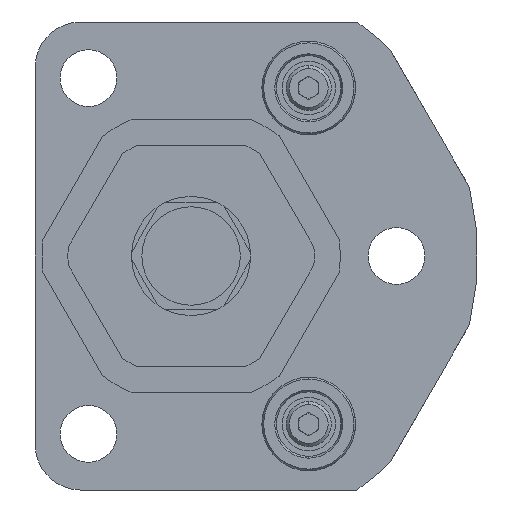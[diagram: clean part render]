
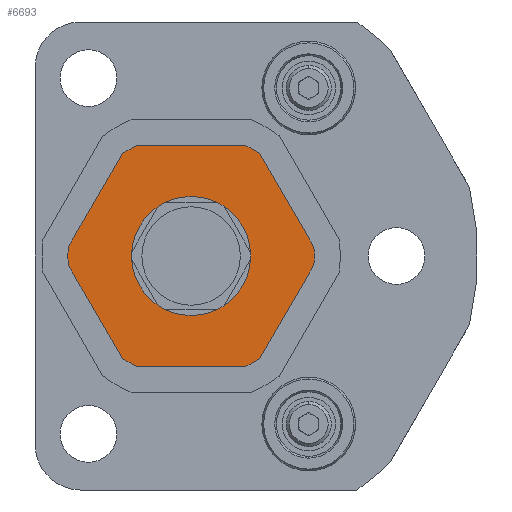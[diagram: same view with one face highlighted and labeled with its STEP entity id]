
A CAD part, left-side view. The second image highlights one B-rep face of the part: STEP entity #6693.
In plain terms, the highlighted planar face has unit normal (-1, 0, 0).
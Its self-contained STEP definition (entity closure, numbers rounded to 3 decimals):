
#2896=CARTESIAN_POINT('',(-43.206,0.,0.));
#2897=DIRECTION('',(-1.,0.,0.));
#2898=DIRECTION('',(0.,-0.997,-0.073));
#2899=AXIS2_PLACEMENT_3D('',#2896,#2897,#2898);
#2911=CARTESIAN_POINT('',(-43.206,0.,0.));
#2912=DIRECTION('',(-1.,0.,0.));
#2913=DIRECTION('',(0.,0.997,0.073));
#2914=AXIS2_PLACEMENT_3D('',#2911,#2912,#2913);
#2963=DIRECTION('',(0.,-0.5,-0.866));
#2964=VECTOR('',#2963,13.077);
#2965=CARTESIAN_POINT('',(-43.206,-8.422,12.412));
#2966=LINE('',#2965,#2964);
#2970=DIRECTION('',(0.,0.5,-0.866));
#2971=VECTOR('',#2970,13.077);
#2972=CARTESIAN_POINT('',(-43.206,-14.961,-1.088));
#2973=LINE('',#2972,#2971);
#2977=CARTESIAN_POINT('',(-43.206,0.,0.));
#2978=DIRECTION('',(-1.,0.,0.));
#2979=DIRECTION('',(0.,-0.436,-0.9));
#2980=AXIS2_PLACEMENT_3D('',#2977,#2978,#2979);
#2985=DIRECTION('',(0.,1.,0.));
#2986=VECTOR('',#2985,13.077);
#2987=CARTESIAN_POINT('',(-43.206,-6.538,-13.5));
#2988=LINE('',#2987,#2986);
#2992=CARTESIAN_POINT('',(-43.206,0.,0.));
#2993=DIRECTION('',(-1.,0.,0.));
#2994=DIRECTION('',(0.,0.561,-0.827));
#2995=AXIS2_PLACEMENT_3D('',#2992,#2993,#2994);
#3000=DIRECTION('',(0.,0.5,0.866));
#3001=VECTOR('',#3000,13.077);
#3002=CARTESIAN_POINT('',(-43.206,8.422,-12.412));
#3003=LINE('',#3002,#3001);
#3007=DIRECTION('',(0.,-0.5,0.866));
#3008=VECTOR('',#3007,13.077);
#3009=CARTESIAN_POINT('',(-43.206,14.961,1.088));
#3010=LINE('',#3009,#3008);
#3014=CARTESIAN_POINT('',(-43.206,0.,0.));
#3015=DIRECTION('',(1.,0.,0.));
#3016=DIRECTION('',(0.,0.561,0.827));
#3017=AXIS2_PLACEMENT_3D('',#3014,#3015,#3016);
#3022=DIRECTION('',(0.,-1.,0.));
#3023=VECTOR('',#3022,13.077);
#3024=CARTESIAN_POINT('',(-43.206,6.538,13.5));
#3025=LINE('',#3024,#3023);
#3029=CARTESIAN_POINT('',(-43.206,0.,0.));
#3030=DIRECTION('',(1.,0.,0.));
#3031=DIRECTION('',(0.,-0.436,0.9));
#3032=AXIS2_PLACEMENT_3D('',#3029,#3030,#3031);
#3037=CARTESIAN_POINT('',(-43.206,0.,0.));
#3038=DIRECTION('',(1.,0.,0.));
#3039=DIRECTION('',(0.,1.,0.));
#3040=AXIS2_PLACEMENT_3D('',#3037,#3038,#3039);
#3059=CARTESIAN_POINT('',(-43.206,0.,0.));
#3060=DIRECTION('',(-1.,0.,0.));
#3061=DIRECTION('',(0.,1.,0.));
#3062=AXIS2_PLACEMENT_3D('',#3059,#3060,#3061);
#3980=CARTESIAN_POINT('',(-43.206,1.7,0.));
#3982=VERTEX_POINT('',#3980);
#3984=CARTESIAN_POINT('',(-43.206,-1.7,0.));
#3986=VERTEX_POINT('',#3984);
#4076=CARTESIAN_POINT('',(-43.206,-8.422,12.412));
#4078=VERTEX_POINT('',#4076);
#4080=CARTESIAN_POINT('',(-43.206,-14.961,1.088));
#4082=VERTEX_POINT('',#4080);
#4084=CARTESIAN_POINT('',(-43.206,14.961,1.088));
#4086=VERTEX_POINT('',#4084);
#4088=CARTESIAN_POINT('',(-43.206,8.422,12.412));
#4090=VERTEX_POINT('',#4088);
#4092=CARTESIAN_POINT('',(-43.206,6.538,13.5));
#4094=VERTEX_POINT('',#4092);
#4096=CARTESIAN_POINT('',(-43.206,-6.538,13.5));
#4098=VERTEX_POINT('',#4096);
#4100=CARTESIAN_POINT('',(-43.206,-14.961,-1.088));
#4101=CARTESIAN_POINT('',(-43.206,-8.422,-12.412));
#4102=VERTEX_POINT('',#4100);
#4103=VERTEX_POINT('',#4101);
#4104=CARTESIAN_POINT('',(-43.206,-6.538,-13.5));
#4105=CARTESIAN_POINT('',(-43.206,6.538,-13.5));
#4106=VERTEX_POINT('',#4104);
#4107=VERTEX_POINT('',#4105);
#4108=CARTESIAN_POINT('',(-43.206,8.422,-12.412));
#4109=CARTESIAN_POINT('',(-43.206,14.961,-1.088));
#4110=VERTEX_POINT('',#4108);
#4111=VERTEX_POINT('',#4109);
#6663=CARTESIAN_POINT('',(-43.206,0.,0.));
#6664=DIRECTION('',(1.,0.,0.));
#6665=DIRECTION('',(0.,-1.,0.));
#6666=AXIS2_PLACEMENT_3D('',#6663,#6664,#6665);
#6667=PLANE('',#6666);
#6669=ORIENTED_EDGE('',*,*,#6668,.T.);
#6670=ORIENTED_EDGE('',*,*,#6613,.F.);
#6672=ORIENTED_EDGE('',*,*,#6671,.T.);
#6673=ORIENTED_EDGE('',*,*,#6585,.F.);
#6674=ORIENTED_EDGE('',*,*,#6655,.T.);
#6675=ORIENTED_EDGE('',*,*,#6570,.F.);
#6677=ORIENTED_EDGE('',*,*,#6676,.T.);
#6678=ORIENTED_EDGE('',*,*,#6625,.F.);
#6680=ORIENTED_EDGE('',*,*,#6679,.T.);
#6681=ORIENTED_EDGE('',*,*,#6645,.T.);
#6683=ORIENTED_EDGE('',*,*,#6682,.T.);
#6684=ORIENTED_EDGE('',*,*,#6597,.T.);
#6685=EDGE_LOOP('',(#6669,#6670,#6672,#6673,#6674,#6675,#6677,#6678,#6680,#6681,
#6683,#6684));
#6686=FACE_OUTER_BOUND('',#6685,.F.);
#6688=ORIENTED_EDGE('',*,*,#6687,.F.);
#6690=ORIENTED_EDGE('',*,*,#6689,.T.);
#6691=EDGE_LOOP('',(#6688,#6690));
#6692=FACE_BOUND('',#6691,.F.);
#2900=CIRCLE('',#2899,15.);
#2915=CIRCLE('',#2914,15.);
#2981=CIRCLE('',#2980,15.);
#2996=CIRCLE('',#2995,15.);
#3018=CIRCLE('',#3017,15.);
#3033=CIRCLE('',#3032,15.);
#3041=CIRCLE('',#3040,1.7);
#3063=CIRCLE('',#3062,1.7);
#6570=EDGE_CURVE('',#4110,#4107,#2996,.T.);
#6585=EDGE_CURVE('',#4106,#4103,#2981,.T.);
#6597=EDGE_CURVE('',#4098,#4078,#3033,.T.);
#6613=EDGE_CURVE('',#4102,#4082,#2900,.T.);
#6625=EDGE_CURVE('',#4086,#4111,#2915,.T.);
#6645=EDGE_CURVE('',#4090,#4094,#3018,.T.);
#6655=EDGE_CURVE('',#4106,#4107,#2988,.T.);
#6668=EDGE_CURVE('',#4078,#4082,#2966,.T.);
#6671=EDGE_CURVE('',#4102,#4103,#2973,.T.);
#6676=EDGE_CURVE('',#4110,#4111,#3003,.T.);
#6679=EDGE_CURVE('',#4086,#4090,#3010,.T.);
#6682=EDGE_CURVE('',#4094,#4098,#3025,.T.);
#6687=EDGE_CURVE('',#3982,#3986,#3041,.T.);
#6689=EDGE_CURVE('',#3982,#3986,#3063,.T.);
#6693=ADVANCED_FACE('',(#6686,#6692),#6667,.F.);
